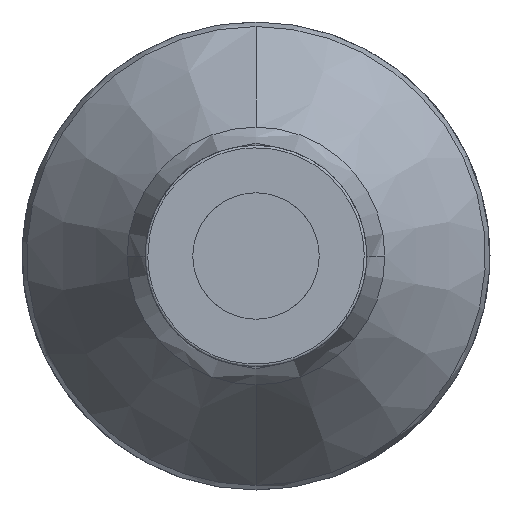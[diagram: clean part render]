
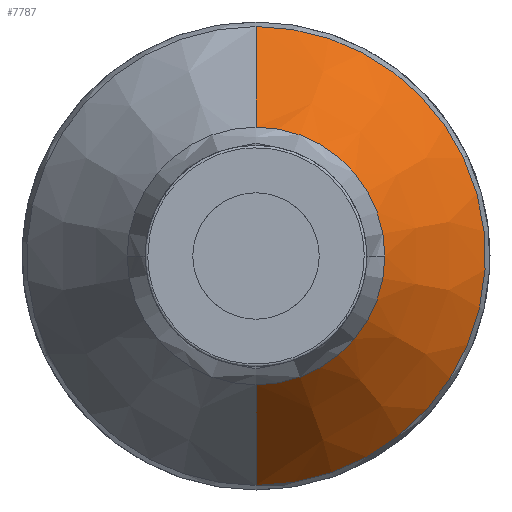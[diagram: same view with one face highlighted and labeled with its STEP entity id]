
A CAD part, front view. The second image highlights one B-rep face of the part: STEP entity #7787.
In plain terms, the highlighted conical face has half-angle 34.854 degrees and reference radius 9.071 mm.
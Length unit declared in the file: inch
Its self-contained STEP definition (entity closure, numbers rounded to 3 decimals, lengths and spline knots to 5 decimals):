
#648 = ORIENTED_EDGE ( 'NONE', *, *, #6571, .T. ) ;
#649 = ORIENTED_EDGE ( 'NONE', *, *, #6572, .T. ) ;
#650 = ORIENTED_EDGE ( 'NONE', *, *, #6507, .T. ) ;
#651 = ORIENTED_EDGE ( 'NONE', *, *, #6499, .F. ) ;
#652 = ORIENTED_EDGE ( 'NONE', *, *, #6573, .F. ) ;
#653 = ORIENTED_EDGE ( 'NONE', *, *, #6574, .F. ) ;
#866 = CARTESIAN_POINT ( 'NONE',  ( 0.2005, -0.51062, 0. ) ) ;
#886 = CARTESIAN_POINT ( 'NONE',  ( 0.32272, -0.28573, 0.15291 ) ) ;
#897 = CARTESIAN_POINT ( 'NONE',  ( 0., -0.28573, 0.35711 ) ) ;
#941 = CARTESIAN_POINT ( 'NONE',  ( 0., -0.28573, -0.35711 ) ) ;
#943 = CARTESIAN_POINT ( 'NONE',  ( 0., -0.51062, 0.2005 ) ) ;
#978 = CARTESIAN_POINT ( 'NONE',  ( 0., -0.51062, -0.2005 ) ) ;
#1399 = VERTEX_POINT ( 'NONE', #866 ) ;
#1419 = VERTEX_POINT ( 'NONE', #886 ) ;
#1430 = VERTEX_POINT ( 'NONE', #897 ) ;
#1474 = VERTEX_POINT ( 'NONE', #941 ) ;
#1476 = VERTEX_POINT ( 'NONE', #943 ) ;
#1511 = VERTEX_POINT ( 'NONE', #978 ) ;
#4367 = CONICAL_SURFACE ( 'NONE', #4791, 0.35711, 0.608 ) ;
#4696 = CARTESIAN_POINT ( 'NONE',  ( 0., -0.28573, 0. ) ) ;
#4763 = FACE_OUTER_BOUND ( 'NONE', #5737, .T. ) ;
#4791 = AXIS2_PLACEMENT_3D ( 'NONE', #4696, #4837, #4838 ) ;
#4837 = DIRECTION ( 'NONE',  ( 0., 1., 0. ) ) ;
#4838 = DIRECTION ( 'NONE',  ( 0., 0., 1. ) ) ;
#5191 = CARTESIAN_POINT ( 'NONE',  ( 0., -0.28573, 0. ) ) ;
#5192 = DIRECTION ( 'NONE',  ( 0., 1., 0. ) ) ;
#5193 = DIRECTION ( 'NONE',  ( -0.904, 0., -0.428 ) ) ;
#5215 = CARTESIAN_POINT ( 'NONE',  ( 0., -0.51062, 0. ) ) ;
#5216 = DIRECTION ( 'NONE',  ( 0., 1., 0. ) ) ;
#5217 = DIRECTION ( 'NONE',  ( 0.479, 0., 0.878 ) ) ;
#5576 = CARTESIAN_POINT ( 'NONE',  ( 0., -0.51062, 0. ) ) ;
#5583 = DIRECTION ( 'NONE',  ( 0., 1., 0. ) ) ;
#5585 = DIRECTION ( 'NONE',  ( 0.479, 0., 0.878 ) ) ;
#5586 = CARTESIAN_POINT ( 'NONE',  ( 0., -0.28573, 0. ) ) ;
#5587 = LINE ( 'NONE', #5588, #8876 ) ;
#5588 = CARTESIAN_POINT ( 'NONE',  ( 0., -0.28573, -0.35711 ) ) ;
#5589 = DIRECTION ( 'NONE',  ( 0., 0.821, -0.571 ) ) ;
#5590 = DIRECTION ( 'NONE',  ( 0., 1., 0. ) ) ;
#5591 = DIRECTION ( 'NONE',  ( -0.904, 0., -0.428 ) ) ;
#5593 = LINE ( 'NONE', #5594, #8878 ) ;
#5594 = CARTESIAN_POINT ( 'NONE',  ( 0., -0.28573, 0.35711 ) ) ;
#5595 = DIRECTION ( 'NONE',  ( 0., 0.821, 0.571 ) ) ;
#5737 = EDGE_LOOP ( 'NONE', ( #648, #650, #649, #652, #651, #653 ) ) ;
#6499 = EDGE_CURVE ( 'NONE', #1430, #1419, #6759, .T. ) ;
#6507 = EDGE_CURVE ( 'NONE', #1399, #1511, #6767, .T. ) ;
#6571 = EDGE_CURVE ( 'NONE', #1476, #1399, #6802, .T. ) ;
#6572 = EDGE_CURVE ( 'NONE', #1511, #1474, #5587, .T. ) ;
#6573 = EDGE_CURVE ( 'NONE', #1419, #1474, #6803, .T. ) ;
#6574 = EDGE_CURVE ( 'NONE', #1476, #1430, #5593, .T. ) ;
#6759 = CIRCLE ( 'NONE', #8804, 0.35711 ) ;
#6767 = CIRCLE ( 'NONE', #8809, 0.2005 ) ;
#6802 = CIRCLE ( 'NONE', #8869, 0.2005 ) ;
#6803 = CIRCLE ( 'NONE', #8870, 0.35711 ) ;
#7787 = ADVANCED_FACE ( 'NONE', ( #4763 ), #4367, .T. ) ;
#8804 = AXIS2_PLACEMENT_3D ( 'NONE', #5191, #5192, #5193 ) ;
#8809 = AXIS2_PLACEMENT_3D ( 'NONE', #5215, #5216, #5217 ) ;
#8869 = AXIS2_PLACEMENT_3D ( 'NONE', #5576, #5583, #5585 ) ;
#8870 = AXIS2_PLACEMENT_3D ( 'NONE', #5586, #5590, #5591 ) ;
#8876 = VECTOR ( 'NONE', #5589, 39.37008 ) ;
#8878 = VECTOR ( 'NONE', #5595, 39.37008 ) ;
